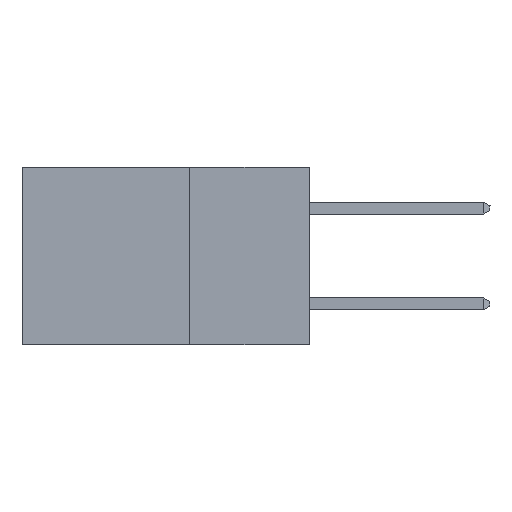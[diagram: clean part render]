
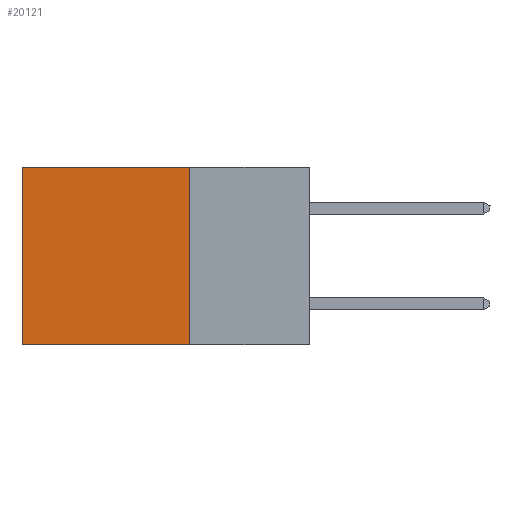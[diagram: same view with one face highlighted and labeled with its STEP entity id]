
A CAD part, left-side view. The second image highlights one B-rep face of the part: STEP entity #20121.
In plain terms, the highlighted planar face has unit normal (-1, 0, 0).
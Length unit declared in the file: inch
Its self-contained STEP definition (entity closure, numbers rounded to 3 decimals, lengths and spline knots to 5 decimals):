
#223 = VERTEX_POINT ( 'NONE', #497 ) ;
#497 = CARTESIAN_POINT ( 'NONE',  ( 0.2875, 0.6, -0.37 ) ) ;
#1111 = CARTESIAN_POINT ( 'NONE',  ( 0.2875, 0.25, 0. ) ) ;
#1803 = EDGE_CURVE ( 'NONE', #2434, #4344, #21772, .T. ) ;
#2307 = CARTESIAN_POINT ( 'NONE',  ( 0.2875, 0.6, 0. ) ) ;
#2434 = VERTEX_POINT ( 'NONE', #17838 ) ;
#3457 = CARTESIAN_POINT ( 'NONE',  ( 0.2875, 0.6, 0. ) ) ;
#4038 = EDGE_LOOP ( 'NONE', ( #14633, #12825, #18027, #14254 ) ) ;
#4344 = VERTEX_POINT ( 'NONE', #21433 ) ;
#5325 = CARTESIAN_POINT ( 'NONE',  ( 0.2875, 0.25, 0. ) ) ;
#6644 = AXIS2_PLACEMENT_3D ( 'NONE', #1111, #22314, #19006 ) ;
#7220 = CARTESIAN_POINT ( 'NONE',  ( 0.2875, 0.25, -0.37 ) ) ;
#8747 = EDGE_CURVE ( 'NONE', #2434, #12103, #18186, .T. ) ;
#8868 = DIRECTION ( 'NONE',  ( 0., 0., -1. ) ) ;
#8941 = DIRECTION ( 'NONE',  ( 0., 1., 0. ) ) ;
#11191 = LINE ( 'NONE', #7220, #19859 ) ;
#11642 = PLANE ( 'NONE',  #6644 ) ;
#12103 = VERTEX_POINT ( 'NONE', #2307 ) ;
#12825 = ORIENTED_EDGE ( 'NONE', *, *, #19523, .F. ) ;
#13325 = CARTESIAN_POINT ( 'NONE',  ( 0.2875, 0.25, 0. ) ) ;
#14254 = ORIENTED_EDGE ( 'NONE', *, *, #8747, .T. ) ;
#14633 = ORIENTED_EDGE ( 'NONE', *, *, #18630, .T. ) ;
#15717 = LINE ( 'NONE', #3457, #17412 ) ;
#15925 = DIRECTION ( 'NONE',  ( 0., 0., -1. ) ) ;
#17412 = VECTOR ( 'NONE', #15925, 39.37008 ) ;
#17838 = CARTESIAN_POINT ( 'NONE',  ( 0.2875, 0.25, 0. ) ) ;
#17917 = FACE_OUTER_BOUND ( 'NONE', #4038, .T. ) ;
#18027 = ORIENTED_EDGE ( 'NONE', *, *, #1803, .F. ) ;
#18186 = LINE ( 'NONE', #13325, #22438 ) ;
#18630 = EDGE_CURVE ( 'NONE', #12103, #223, #15717, .T. ) ;
#19006 = DIRECTION ( 'NONE',  ( 0., 0., -1. ) ) ;
#19523 = EDGE_CURVE ( 'NONE', #4344, #223, #11191, .T. ) ;
#19859 = VECTOR ( 'NONE', #8941, 39.37008 ) ;
#20121 = ADVANCED_FACE ( 'NONE', ( #17917 ), #11642, .F. ) ;
#21173 = DIRECTION ( 'NONE',  ( 0., 1., 0. ) ) ;
#21433 = CARTESIAN_POINT ( 'NONE',  ( 0.2875, 0.25, -0.37 ) ) ;
#21772 = LINE ( 'NONE', #5325, #22616 ) ;
#22314 = DIRECTION ( 'NONE',  ( 1., 0., 0. ) ) ;
#22438 = VECTOR ( 'NONE', #21173, 39.37008 ) ;
#22616 = VECTOR ( 'NONE', #8868, 39.37008 ) ;
